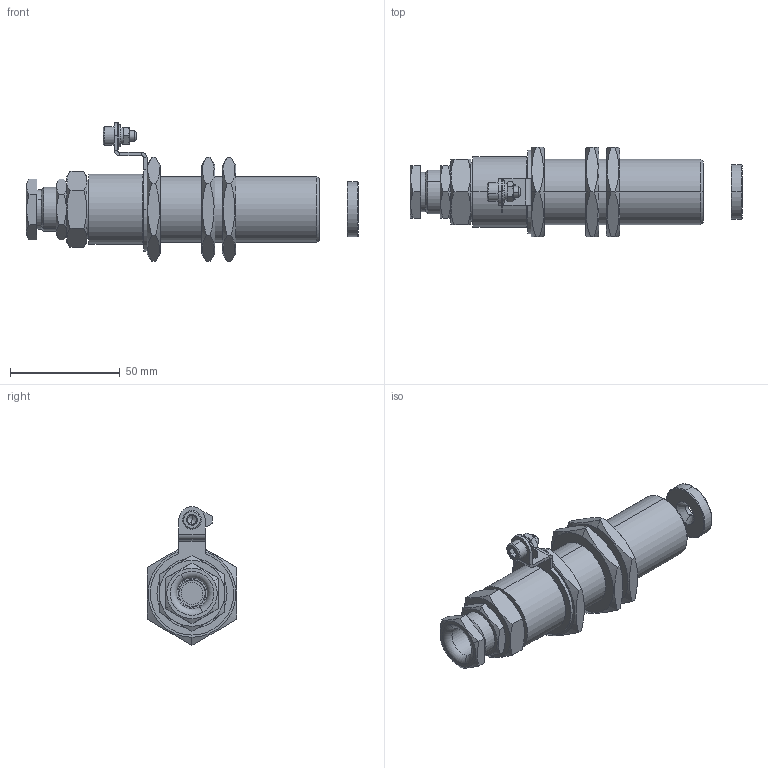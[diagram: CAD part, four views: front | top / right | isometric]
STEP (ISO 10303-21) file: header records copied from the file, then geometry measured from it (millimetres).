
FILE_DESCRIPTION (( 'STEP AP203' ), '1' );
FILE_NAME ('任-00.000 蚜.STEP', '2024-11-13T05:28:27', ( '' ), ( '' ), 'SwSTEP 2.0', 'SolidWorks 2020', '' );
FILE_SCHEMA (( 'CONFIG_CONTROL_DESIGN' ));
Length unit declared in the file: millimetre
Products named in the file (1): 任-00.000 蚜
Bounding box: 151.41 x 41 x 63.2 mm (x, y, z)
Volume: 64119.6 mm3; surface area: 45694 mm2
Topology: 18 solids, 18 shells, 333 faces, 727 edges, 437 vertices
Faces by surface type: plane 133, cone 102, cylinder 90, torus 8
Entity records: 9864 total; most frequent: CARTESIAN_POINT 2474, DIRECTION 1571, ORIENTED_EDGE 1450, EDGE_CURVE 725, AXIS2_PLACEMENT_3D 626, VERTEX_POINT 437, EDGE_LOOP 380, ADVANCED_FACE 333
